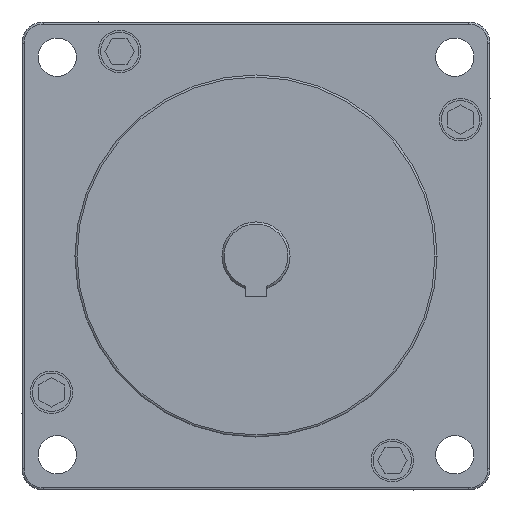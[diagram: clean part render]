
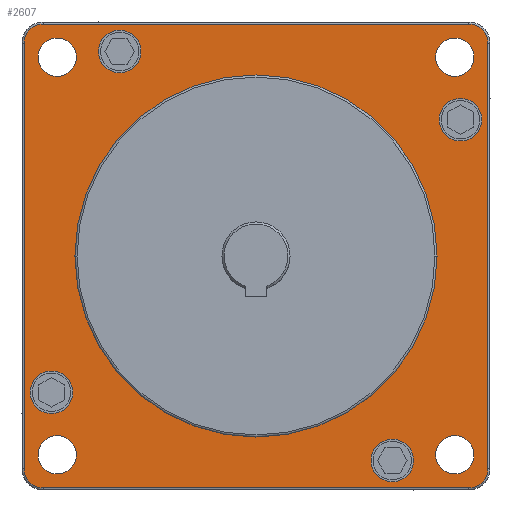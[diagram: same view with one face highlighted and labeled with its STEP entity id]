
A CAD part, left-side view. The second image highlights one B-rep face of the part: STEP entity #2607.
In plain terms, the highlighted planar face has unit normal (-1, 0, 0).
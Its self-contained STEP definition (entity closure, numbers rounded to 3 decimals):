
#1=CARTESIAN_POINT('',(0.,-46.65,-46.65));
#2=DIRECTION('',(-1.,0.,0.));
#3=DIRECTION('',(0.,-1.,0.));
#4=AXIS2_PLACEMENT_3D('',#1,#2,#3);
#6=CARTESIAN_POINT('',(0.,-46.65,-46.65));
#7=DIRECTION('',(-1.,0.,0.));
#8=DIRECTION('',(0.,1.,0.));
#9=AXIS2_PLACEMENT_3D('',#6,#7,#8);
#11=CARTESIAN_POINT('',(0.,46.65,-46.65));
#12=DIRECTION('',(-1.,0.,0.));
#13=DIRECTION('',(0.,-1.,0.));
#14=AXIS2_PLACEMENT_3D('',#11,#12,#13);
#16=CARTESIAN_POINT('',(0.,46.65,-46.65));
#17=DIRECTION('',(-1.,0.,0.));
#18=DIRECTION('',(0.,1.,0.));
#19=AXIS2_PLACEMENT_3D('',#16,#17,#18);
#21=CARTESIAN_POINT('',(0.,46.65,46.65));
#22=DIRECTION('',(-1.,0.,0.));
#23=DIRECTION('',(0.,-1.,0.));
#24=AXIS2_PLACEMENT_3D('',#21,#22,#23);
#26=CARTESIAN_POINT('',(0.,46.65,46.65));
#27=DIRECTION('',(-1.,0.,0.));
#28=DIRECTION('',(0.,1.,0.));
#29=AXIS2_PLACEMENT_3D('',#26,#27,#28);
#31=CARTESIAN_POINT('',(0.,-46.65,46.65));
#32=DIRECTION('',(-1.,0.,0.));
#33=DIRECTION('',(0.,-1.,0.));
#34=AXIS2_PLACEMENT_3D('',#31,#32,#33);
#36=CARTESIAN_POINT('',(0.,-46.65,46.65));
#37=DIRECTION('',(-1.,0.,0.));
#38=DIRECTION('',(0.,1.,0.));
#39=AXIS2_PLACEMENT_3D('',#36,#37,#38);
#41=CARTESIAN_POINT('',(0.,0.,0.));
#42=DIRECTION('',(-1.,0.,0.));
#43=DIRECTION('',(0.,1.,0.));
#44=AXIS2_PLACEMENT_3D('',#41,#42,#43);
#46=CARTESIAN_POINT('',(0.,0.,0.));
#47=DIRECTION('',(-1.,0.,0.));
#48=DIRECTION('',(0.,-1.,0.));
#49=AXIS2_PLACEMENT_3D('',#46,#47,#48);
#51=CARTESIAN_POINT('',(0.,-49.925,-49.925));
#52=DIRECTION('',(-1.,0.,0.));
#53=DIRECTION('',(0.,0.,-1.));
#54=AXIS2_PLACEMENT_3D('',#51,#52,#53);
#56=DIRECTION('',(0.,-1.,0.));
#57=VECTOR('',#56,99.85);
#58=CARTESIAN_POINT('',(0.,49.925,-54.425));
#59=LINE('',#58,#57);
#60=CARTESIAN_POINT('',(0.,49.925,-49.925));
#61=DIRECTION('',(-1.,0.,0.));
#62=DIRECTION('',(0.,1.,0.));
#63=AXIS2_PLACEMENT_3D('',#60,#61,#62);
#65=DIRECTION('',(0.,0.,-1.));
#66=VECTOR('',#65,99.85);
#67=CARTESIAN_POINT('',(0.,54.425,49.925));
#68=LINE('',#67,#66);
#69=CARTESIAN_POINT('',(0.,49.925,49.925));
#70=DIRECTION('',(-1.,0.,0.));
#71=DIRECTION('',(0.,0.,1.));
#72=AXIS2_PLACEMENT_3D('',#69,#70,#71);
#74=DIRECTION('',(0.,1.,0.));
#75=VECTOR('',#74,99.85);
#76=CARTESIAN_POINT('',(0.,-49.925,54.425));
#77=LINE('',#76,#75);
#78=CARTESIAN_POINT('',(0.,-49.925,49.925));
#79=DIRECTION('',(-1.,0.,0.));
#80=DIRECTION('',(0.,-1.,0.));
#81=AXIS2_PLACEMENT_3D('',#78,#79,#80);
#83=DIRECTION('',(0.,0.,1.));
#84=VECTOR('',#83,99.85);
#85=CARTESIAN_POINT('',(0.,-54.425,-49.925));
#86=LINE('',#85,#84);
#87=CARTESIAN_POINT('',(0.,-32.,-48.));
#88=DIRECTION('',(-1.,0.,0.));
#89=DIRECTION('',(0.,1.,0.));
#90=AXIS2_PLACEMENT_3D('',#87,#88,#89);
#92=CARTESIAN_POINT('',(0.,-32.,-48.));
#93=DIRECTION('',(-1.,0.,0.));
#94=DIRECTION('',(0.,-1.,0.));
#95=AXIS2_PLACEMENT_3D('',#92,#93,#94);
#131=CARTESIAN_POINT('',(0.,-48.,32.));
#132=DIRECTION('',(-1.,0.,0.));
#133=DIRECTION('',(0.,0.,-1.));
#134=AXIS2_PLACEMENT_3D('',#131,#132,#133);
#136=CARTESIAN_POINT('',(0.,-48.,32.));
#137=DIRECTION('',(-1.,0.,0.));
#138=DIRECTION('',(0.,0.,1.));
#139=AXIS2_PLACEMENT_3D('',#136,#137,#138);
#175=CARTESIAN_POINT('',(0.,32.,48.));
#176=DIRECTION('',(-1.,0.,0.));
#177=DIRECTION('',(0.,-1.,0.));
#178=AXIS2_PLACEMENT_3D('',#175,#176,#177);
#180=CARTESIAN_POINT('',(0.,32.,48.));
#181=DIRECTION('',(-1.,0.,0.));
#182=DIRECTION('',(0.,1.,0.));
#183=AXIS2_PLACEMENT_3D('',#180,#181,#182);
#219=CARTESIAN_POINT('',(0.,48.,-32.));
#220=DIRECTION('',(-1.,0.,0.));
#221=DIRECTION('',(0.,0.,1.));
#222=AXIS2_PLACEMENT_3D('',#219,#220,#221);
#224=CARTESIAN_POINT('',(0.,48.,-32.));
#225=DIRECTION('',(-1.,0.,0.));
#226=DIRECTION('',(0.,0.,-1.));
#227=AXIS2_PLACEMENT_3D('',#224,#225,#226);
#2059=CARTESIAN_POINT('',(0.,-51.15,-46.65));
#2060=CARTESIAN_POINT('',(0.,-42.15,-46.65));
#2061=VERTEX_POINT('',#2059);
#2062=VERTEX_POINT('',#2060);
#2063=CARTESIAN_POINT('',(0.,42.15,-46.65));
#2064=CARTESIAN_POINT('',(0.,51.15,-46.65));
#2065=VERTEX_POINT('',#2063);
#2066=VERTEX_POINT('',#2064);
#2067=CARTESIAN_POINT('',(0.,42.15,46.65));
#2068=CARTESIAN_POINT('',(0.,51.15,46.65));
#2069=VERTEX_POINT('',#2067);
#2070=VERTEX_POINT('',#2068);
#2071=CARTESIAN_POINT('',(0.,-51.15,46.65));
#2072=CARTESIAN_POINT('',(0.,-42.15,46.65));
#2073=VERTEX_POINT('',#2071);
#2074=VERTEX_POINT('',#2072);
#2299=CARTESIAN_POINT('',(0.,42.5,0.));
#2300=CARTESIAN_POINT('',(0.,-42.5,0.));
#2301=VERTEX_POINT('',#2299);
#2302=VERTEX_POINT('',#2300);
#2315=CARTESIAN_POINT('',(0.,-49.925,-54.425));
#2316=CARTESIAN_POINT('',(0.,-54.425,-49.925));
#2317=VERTEX_POINT('',#2315);
#2318=VERTEX_POINT('',#2316);
#2323=CARTESIAN_POINT('',(0.,-54.425,49.925));
#2324=VERTEX_POINT('',#2323);
#2327=CARTESIAN_POINT('',(0.,-49.925,54.425));
#2328=VERTEX_POINT('',#2327);
#2331=CARTESIAN_POINT('',(0.,49.925,54.425));
#2332=VERTEX_POINT('',#2331);
#2335=CARTESIAN_POINT('',(0.,54.425,49.925));
#2336=VERTEX_POINT('',#2335);
#2339=CARTESIAN_POINT('',(0.,54.425,-49.925));
#2340=VERTEX_POINT('',#2339);
#2343=CARTESIAN_POINT('',(0.,49.925,-54.425));
#2344=VERTEX_POINT('',#2343);
#2379=CARTESIAN_POINT('',(0.,-27.,-48.));
#2380=CARTESIAN_POINT('',(0.,-37.,-48.));
#2381=VERTEX_POINT('',#2379);
#2382=VERTEX_POINT('',#2380);
#2419=CARTESIAN_POINT('',(0.,-48.,27.));
#2420=CARTESIAN_POINT('',(0.,-48.,37.));
#2421=VERTEX_POINT('',#2419);
#2422=VERTEX_POINT('',#2420);
#2459=CARTESIAN_POINT('',(0.,27.,48.));
#2460=CARTESIAN_POINT('',(0.,37.,48.));
#2461=VERTEX_POINT('',#2459);
#2462=VERTEX_POINT('',#2460);
#2499=CARTESIAN_POINT('',(0.,48.,-27.));
#2500=CARTESIAN_POINT('',(0.,48.,-37.));
#2501=VERTEX_POINT('',#2499);
#2502=VERTEX_POINT('',#2500);
#2530=CARTESIAN_POINT('',(0.,0.,0.));
#2531=DIRECTION('',(1.,0.,0.));
#2532=DIRECTION('',(0.,-1.,0.));
#2533=AXIS2_PLACEMENT_3D('',#2530,#2531,#2532);
#2534=PLANE('',#2533);
#2536=ORIENTED_EDGE('',*,*,#2535,.F.);
#2538=ORIENTED_EDGE('',*,*,#2537,.F.);
#2540=ORIENTED_EDGE('',*,*,#2539,.F.);
#2542=ORIENTED_EDGE('',*,*,#2541,.F.);
#2544=ORIENTED_EDGE('',*,*,#2543,.F.);
#2546=ORIENTED_EDGE('',*,*,#2545,.F.);
#2548=ORIENTED_EDGE('',*,*,#2547,.F.);
#2550=ORIENTED_EDGE('',*,*,#2549,.F.);
#2551=EDGE_LOOP('',(#2536,#2538,#2540,#2542,#2544,#2546,#2548,#2550));
#2552=FACE_OUTER_BOUND('',#2551,.F.);
#2554=ORIENTED_EDGE('',*,*,#2553,.T.);
#2556=ORIENTED_EDGE('',*,*,#2555,.T.);
#2557=EDGE_LOOP('',(#2554,#2556));
#2558=FACE_BOUND('',#2557,.F.);
#2560=ORIENTED_EDGE('',*,*,#2559,.T.);
#2562=ORIENTED_EDGE('',*,*,#2561,.T.);
#2563=EDGE_LOOP('',(#2560,#2562));
#2564=FACE_BOUND('',#2563,.F.);
#2566=ORIENTED_EDGE('',*,*,#2565,.T.);
#2568=ORIENTED_EDGE('',*,*,#2567,.T.);
#2569=EDGE_LOOP('',(#2566,#2568));
#2570=FACE_BOUND('',#2569,.F.);
#2572=ORIENTED_EDGE('',*,*,#2571,.T.);
#2574=ORIENTED_EDGE('',*,*,#2573,.T.);
#2575=EDGE_LOOP('',(#2572,#2574));
#2576=FACE_BOUND('',#2575,.F.);
#2578=ORIENTED_EDGE('',*,*,#2577,.T.);
#2580=ORIENTED_EDGE('',*,*,#2579,.T.);
#2581=EDGE_LOOP('',(#2578,#2580));
#2582=FACE_BOUND('',#2581,.F.);
#2584=ORIENTED_EDGE('',*,*,#2583,.T.);
#2586=ORIENTED_EDGE('',*,*,#2585,.T.);
#2587=EDGE_LOOP('',(#2584,#2586));
#2588=FACE_BOUND('',#2587,.F.);
#2590=ORIENTED_EDGE('',*,*,#2589,.T.);
#2592=ORIENTED_EDGE('',*,*,#2591,.T.);
#2593=EDGE_LOOP('',(#2590,#2592));
#2594=FACE_BOUND('',#2593,.F.);
#2596=ORIENTED_EDGE('',*,*,#2595,.T.);
#2598=ORIENTED_EDGE('',*,*,#2597,.T.);
#2599=EDGE_LOOP('',(#2596,#2598));
#2600=FACE_BOUND('',#2599,.F.);
#2602=ORIENTED_EDGE('',*,*,#2601,.T.);
#2604=ORIENTED_EDGE('',*,*,#2603,.T.);
#2605=EDGE_LOOP('',(#2602,#2604));
#2606=FACE_BOUND('',#2605,.F.);
#2607=ADVANCED_FACE('',(#2552,#2558,#2564,#2570,#2576,#2582,#2588,#2594,#2600,
#2606),#2534,.F.);
#5=CIRCLE('',#4,4.5);
#10=CIRCLE('',#9,4.5);
#15=CIRCLE('',#14,4.5);
#20=CIRCLE('',#19,4.5);
#25=CIRCLE('',#24,4.5);
#30=CIRCLE('',#29,4.5);
#35=CIRCLE('',#34,4.5);
#40=CIRCLE('',#39,4.5);
#45=CIRCLE('',#44,42.5);
#50=CIRCLE('',#49,42.5);
#55=CIRCLE('',#54,4.5);
#64=CIRCLE('',#63,4.5);
#73=CIRCLE('',#72,4.5);
#82=CIRCLE('',#81,4.5);
#91=CIRCLE('',#90,5.);
#96=CIRCLE('',#95,5.);
#135=CIRCLE('',#134,5.);
#140=CIRCLE('',#139,5.);
#179=CIRCLE('',#178,5.);
#184=CIRCLE('',#183,5.);
#223=CIRCLE('',#222,5.);
#228=CIRCLE('',#227,5.);
#2535=EDGE_CURVE('',#2317,#2318,#55,.T.);
#2537=EDGE_CURVE('',#2344,#2317,#59,.T.);
#2539=EDGE_CURVE('',#2340,#2344,#64,.T.);
#2541=EDGE_CURVE('',#2336,#2340,#68,.T.);
#2543=EDGE_CURVE('',#2332,#2336,#73,.T.);
#2545=EDGE_CURVE('',#2328,#2332,#77,.T.);
#2547=EDGE_CURVE('',#2324,#2328,#82,.T.);
#2549=EDGE_CURVE('',#2318,#2324,#86,.T.);
#2553=EDGE_CURVE('',#2061,#2062,#5,.T.);
#2555=EDGE_CURVE('',#2062,#2061,#10,.T.);
#2559=EDGE_CURVE('',#2065,#2066,#15,.T.);
#2561=EDGE_CURVE('',#2066,#2065,#20,.T.);
#2565=EDGE_CURVE('',#2069,#2070,#25,.T.);
#2567=EDGE_CURVE('',#2070,#2069,#30,.T.);
#2571=EDGE_CURVE('',#2073,#2074,#35,.T.);
#2573=EDGE_CURVE('',#2074,#2073,#40,.T.);
#2577=EDGE_CURVE('',#2301,#2302,#45,.T.);
#2579=EDGE_CURVE('',#2302,#2301,#50,.T.);
#2583=EDGE_CURVE('',#2381,#2382,#91,.T.);
#2585=EDGE_CURVE('',#2382,#2381,#96,.T.);
#2589=EDGE_CURVE('',#2421,#2422,#135,.T.);
#2591=EDGE_CURVE('',#2422,#2421,#140,.T.);
#2595=EDGE_CURVE('',#2461,#2462,#179,.T.);
#2597=EDGE_CURVE('',#2462,#2461,#184,.T.);
#2601=EDGE_CURVE('',#2501,#2502,#223,.T.);
#2603=EDGE_CURVE('',#2502,#2501,#228,.T.);
